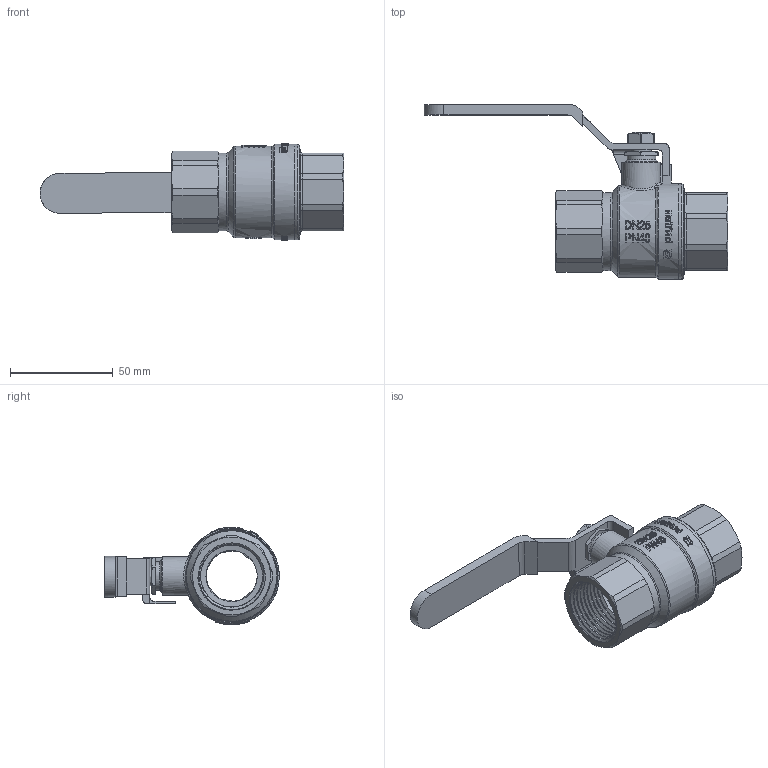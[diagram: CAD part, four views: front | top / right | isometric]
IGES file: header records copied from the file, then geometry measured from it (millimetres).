
Global section: file name: 065B8309R RD DN25 Ball Valve; native system: Autodesk Inventor 2022; preprocessor: unknown; author: 刘松杨,,11,0; organization: 20230519.000000; date: 20230519.113643; units: millimetre
Bounding box: 148.14 x 85.1 x 47.5 mm (x, y, z)
Volume: 69142.9 mm3; surface area: 56671 mm2
Topology: 12 solids, 12 shells, 1049 faces, 2827 edges, 1882 vertices
Faces by surface type: bspline 1049
